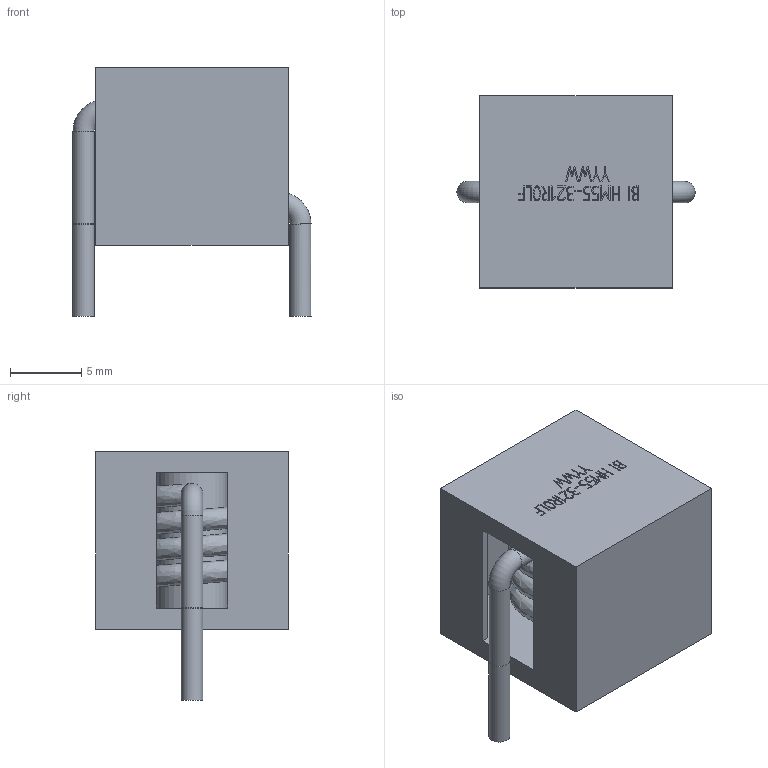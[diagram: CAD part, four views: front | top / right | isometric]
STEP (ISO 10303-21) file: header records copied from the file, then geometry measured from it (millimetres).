
FILE_DESCRIPTION(/* description */ ('Unknown'),/* implementation_level */ '2;1');
FILE_NAME(/* name */ 'HM55-321R0LF',/* time_stamp */ '2021-11-29T17:25:28+08:00',/* author */ ('Unknown'),/* organization */ ('Unknown'),/* preprocessor_version */ 'ST-DEVELOPER v16.7',/* originating_system */ 'Solid Edge',/* authorisation */ 'Unknown');
FILE_SCHEMA (('AUTOMOTIVE_DESIGN {1 0 10303 214 3 1 1}'));
Length unit declared in the file: millimetre
Products named in the file (1): HM55-321R0LF
Bounding box: 16.74 x 13.5 x 17.5 mm (x, y, z)
Volume: 1137.1 mm3; surface area: 2339 mm2
Topology: 3 solids, 3 shells, 216 faces, 556 edges, 368 vertices
Faces by surface type: plane 181, bspline 27, cylinder 6, torus 2
Full cylindrical faces by diameter (mm): 1.5 x5, 5 x1
Entity records: 8972 total; most frequent: CARTESIAN_POINT 2390, ORIENTED_EDGE 1088, DIRECTION 880, EDGE_CURVE 544, LINE 470, VECTOR 470, VERTEX_POINT 367, EDGE_LOOP 253
